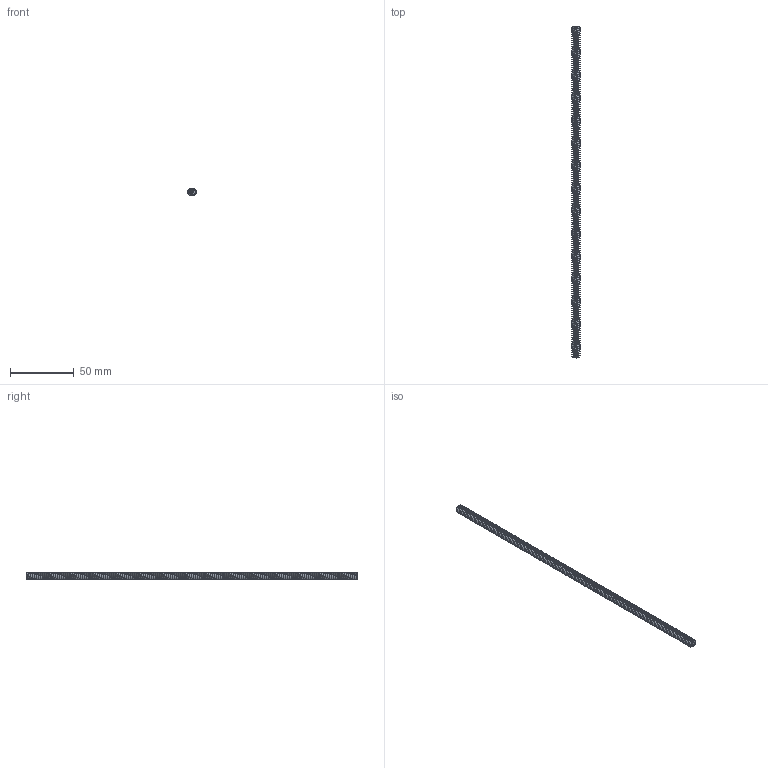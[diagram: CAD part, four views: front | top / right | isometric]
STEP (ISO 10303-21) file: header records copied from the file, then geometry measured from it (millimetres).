
FILE_DESCRIPTION(('FreeCAD Model'),'2;1');
FILE_NAME('Open CASCADE Shape Model','2023-11-29T17:10:06',(''),(''), 'Open CASCADE STEP processor 7.6','FreeCAD','Unknown');
FILE_SCHEMA(('AUTOMOTIVE_DESIGN { 1 0 10303 214 1 1 1 1 }'));
Products named in the file (1): Threaded Rod FL-RH BU20.00 - SPN-THR-0080 (stemfie.org)
Bounding box: 6.6 x 260 x 5 mm (x, y, z)
Volume: 4740.3 mm3; surface area: 9347.5 mm2
Topology: 1 solids, 1 shells, 1212 faces, 3336 edges, 2160 vertices
Faces by surface type: plane 653, bspline 383, extrusion 168, cone 7, cylinder 1
Full cylindrical faces by diameter (mm): 2 x1
Entity records: 203364 total; most frequent: CARTESIAN_POINT 147195, ORIENTED_EDGE 6672, PCURVE 6672, DEFINITIONAL_REPRESENTATION 6672, DIRECTION 6440, B_SPLINE_CURVE_WITH_KNOTS 5239, VECTOR 5075, LINE 4907
